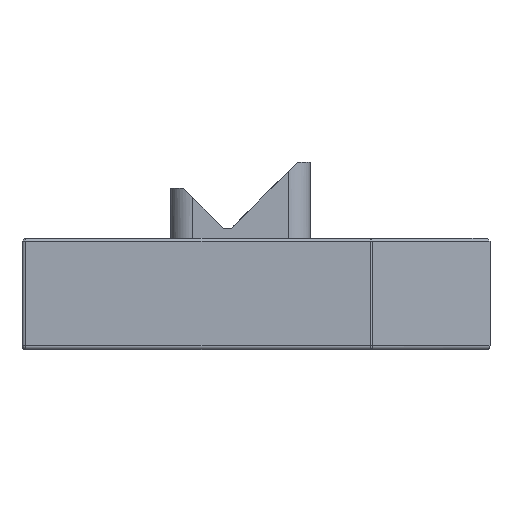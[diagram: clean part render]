
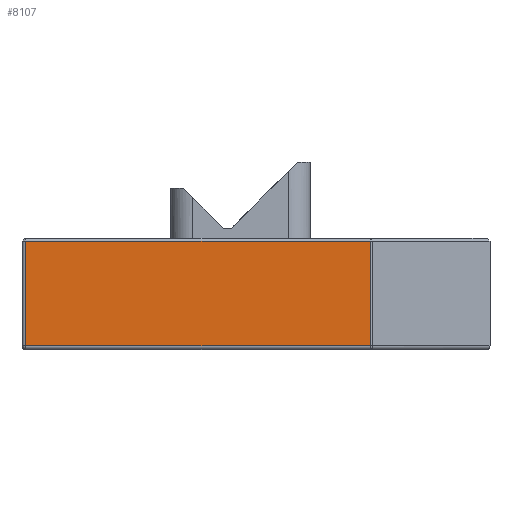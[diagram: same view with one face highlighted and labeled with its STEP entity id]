
A CAD part, left-side view. The second image highlights one B-rep face of the part: STEP entity #8107.
In plain terms, the highlighted planar face has unit normal (-1, 0, 0).
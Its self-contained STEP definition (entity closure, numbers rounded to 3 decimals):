
#1099=FACE_OUTER_BOUND('',#1600,.T.);
#1600=EDGE_LOOP('',(#6911,#6912,#6913,#6914));
#2385=LINE('',#13894,#3128);
#2404=LINE('',#13945,#3147);
#2405=LINE('',#13949,#3148);
#2406=LINE('',#13950,#3149);
#3128=VECTOR('',#10999,10.);
#3147=VECTOR('',#11056,10.);
#3148=VECTOR('',#11061,10.);
#3149=VECTOR('',#11062,10.);
#3913=VERTEX_POINT('',#13888);
#3914=VERTEX_POINT('',#13892);
#3927=VERTEX_POINT('',#13944);
#3928=VERTEX_POINT('',#13948);
#4972=EDGE_CURVE('',#3913,#3914,#2385,.T.);
#4997=EDGE_CURVE('',#3914,#3927,#2404,.T.);
#4999=EDGE_CURVE('',#3928,#3913,#2405,.T.);
#5000=EDGE_CURVE('',#3927,#3928,#2406,.T.);
#6911=ORIENTED_EDGE('',*,*,#4972,.F.);
#6912=ORIENTED_EDGE('',*,*,#4999,.F.);
#6913=ORIENTED_EDGE('',*,*,#5000,.F.);
#6914=ORIENTED_EDGE('',*,*,#4997,.F.);
#7753=PLANE('',#8912);
#8107=ADVANCED_FACE('',(#1099),#7753,.T.);
#8912=AXIS2_PLACEMENT_3D('',#13947,#11059,#11060);
#10999=DIRECTION('',(0.,-1.,0.));
#11056=DIRECTION('',(0.,0.,-1.));
#11059=DIRECTION('center_axis',(-1.,0.,0.));
#11060=DIRECTION('ref_axis',(0.,1.,0.));
#11061=DIRECTION('',(0.,0.,1.));
#11062=DIRECTION('',(0.,1.,0.));
#13888=CARTESIAN_POINT('',(0.,67.5,-0.4));
#13892=CARTESIAN_POINT('',(0.,21.117,-0.4));
#13894=CARTESIAN_POINT('',(0.,28.705,-0.4));
#13944=CARTESIAN_POINT('',(0.,21.117,-14.5));
#13945=CARTESIAN_POINT('',(0.,21.117,0.));
#13947=CARTESIAN_POINT('Origin',(0.,20.91,0.));
#13948=CARTESIAN_POINT('',(0.,67.5,-14.5));
#13949=CARTESIAN_POINT('',(0.,67.5,0.));
#13950=CARTESIAN_POINT('',(0.,28.705,-14.5));
